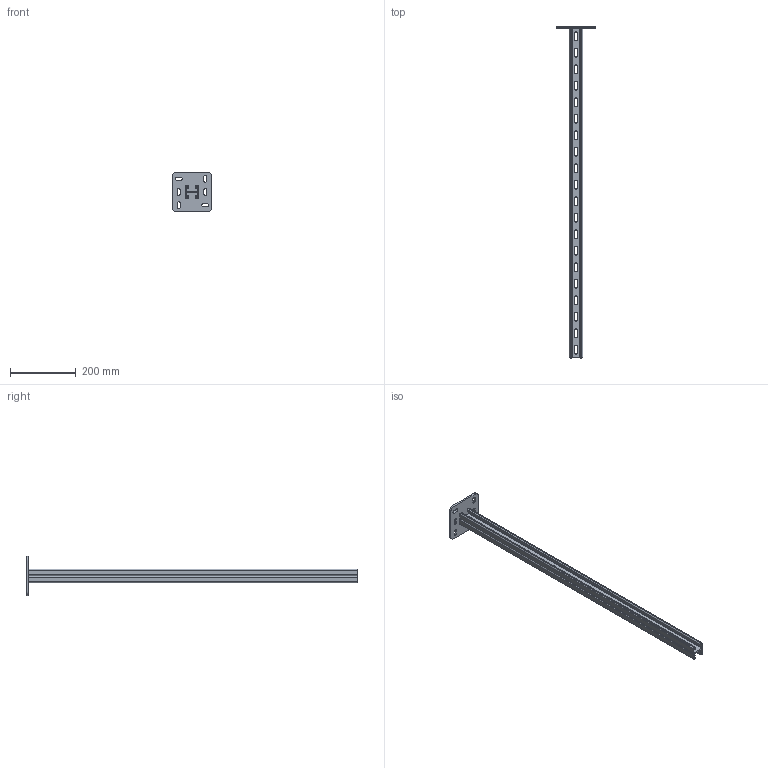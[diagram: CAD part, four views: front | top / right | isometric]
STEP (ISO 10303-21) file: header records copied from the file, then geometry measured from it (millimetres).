
FILE_DESCRIPTION (( 'STEP AP203' ), '1' );
FILE_NAME ('Ïîäâåñ BSD-21_BSD2110.STEP', '2012-11-16T08:59:59', ( 'Àñååâ' ), ( '' ), 'SwSTEP 2.0', 'SolidWorks 2012', '' );
FILE_SCHEMA (( 'CONFIG_CONTROL_DESIGN' ));
Length unit declared in the file: millimetre
Products named in the file (1): 砐鳱殥 BSD-21_BSD2110
Bounding box: 120 x 1006 x 120 mm (x, y, z)
Volume: 558858.5 mm3; surface area: 373875.8 mm2
Topology: 1 solids, 1 shells, 169 faces, 498 edges, 332 vertices
Faces by surface type: plane 89, cylinder 80
Entity records: 5853 total; most frequent: CARTESIAN_POINT 1000, DIRECTION 998, ORIENTED_EDGE 996, EDGE_CURVE 498, VECTOR 338, LINE 338, VERTEX_POINT 332, AXIS2_PLACEMENT_3D 330
